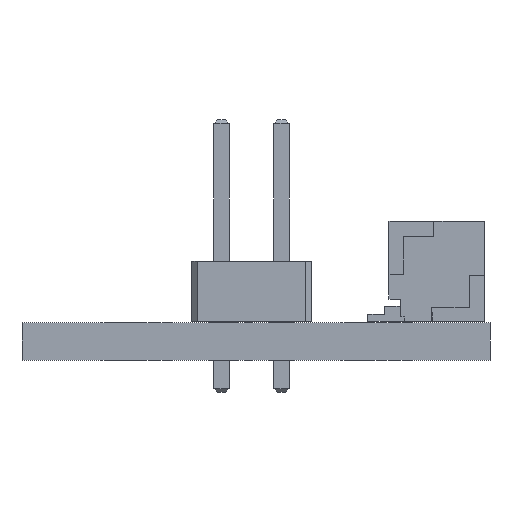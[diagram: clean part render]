
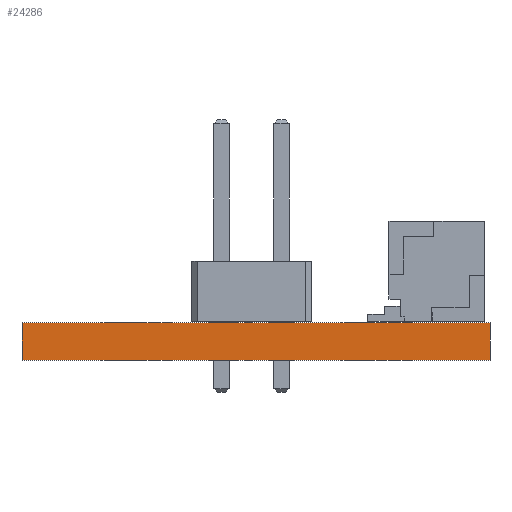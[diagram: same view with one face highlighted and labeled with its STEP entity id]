
A CAD part, front view. The second image highlights one B-rep face of the part: STEP entity #24286.
In plain terms, the highlighted planar face has unit normal (0, -1, 0).
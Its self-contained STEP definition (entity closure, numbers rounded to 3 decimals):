
#24286 = ADVANCED_FACE('',(#24287),#24321,.T.);
#24287 = FACE_BOUND('',#24288,.T.);
#24288 = EDGE_LOOP('',(#24289,#24299,#24307,#24315));
#24289 = ORIENTED_EDGE('',*,*,#24290,.T.);
#24290 = EDGE_CURVE('',#24291,#24293,#24295,.T.);
#24291 = VERTEX_POINT('',#24292);
#24292 = CARTESIAN_POINT('',(25.146,5.334,0.));
#24293 = VERTEX_POINT('',#24294);
#24294 = CARTESIAN_POINT('',(25.146,5.334,1.6));
#24295 = LINE('',#24296,#24297);
#24296 = CARTESIAN_POINT('',(25.146,5.334,0.));
#24297 = VECTOR('',#24298,1.);
#24298 = DIRECTION('',(0.,0.,1.));
#24299 = ORIENTED_EDGE('',*,*,#24300,.T.);
#24300 = EDGE_CURVE('',#24293,#24301,#24303,.T.);
#24301 = VERTEX_POINT('',#24302);
#24302 = CARTESIAN_POINT('',(5.334,5.334,1.6));
#24303 = LINE('',#24304,#24305);
#24304 = CARTESIAN_POINT('',(25.146,5.334,1.6));
#24305 = VECTOR('',#24306,1.);
#24306 = DIRECTION('',(-1.,0.,0.));
#24307 = ORIENTED_EDGE('',*,*,#24308,.F.);
#24308 = EDGE_CURVE('',#24309,#24301,#24311,.T.);
#24309 = VERTEX_POINT('',#24310);
#24310 = CARTESIAN_POINT('',(5.334,5.334,0.));
#24311 = LINE('',#24312,#24313);
#24312 = CARTESIAN_POINT('',(5.334,5.334,0.));
#24313 = VECTOR('',#24314,1.);
#24314 = DIRECTION('',(0.,0.,1.));
#24315 = ORIENTED_EDGE('',*,*,#24316,.F.);
#24316 = EDGE_CURVE('',#24291,#24309,#24317,.T.);
#24317 = LINE('',#24318,#24319);
#24318 = CARTESIAN_POINT('',(25.146,5.334,0.));
#24319 = VECTOR('',#24320,1.);
#24320 = DIRECTION('',(-1.,0.,0.));
#24321 = PLANE('',#24322);
#24322 = AXIS2_PLACEMENT_3D('',#24323,#24324,#24325);
#24323 = CARTESIAN_POINT('',(25.146,5.334,0.));
#24324 = DIRECTION('',(0.,-1.,0.));
#24325 = DIRECTION('',(-1.,0.,0.));
